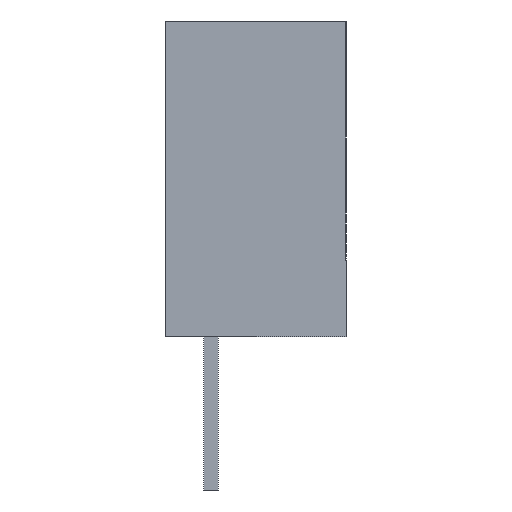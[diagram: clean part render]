
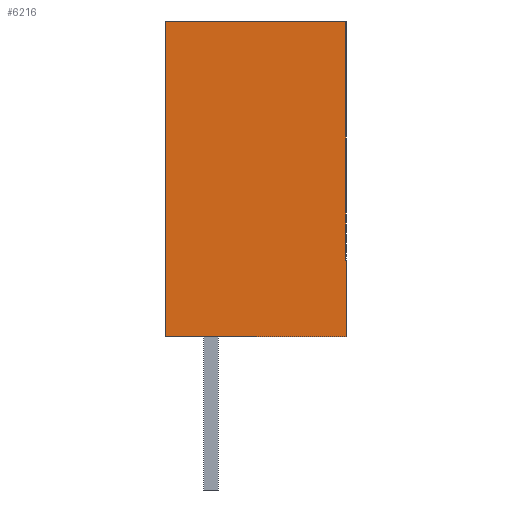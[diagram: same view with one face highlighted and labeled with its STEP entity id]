
A CAD part, left-side view. The second image highlights one B-rep face of the part: STEP entity #6216.
In plain terms, the highlighted planar face has unit normal (-1, 0, 0).
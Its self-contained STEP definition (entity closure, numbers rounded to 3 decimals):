
#1102 = VERTEX_POINT('',#1103);
#1103 = CARTESIAN_POINT('',(-34.544,8.89,2.54));
#1109 = EDGE_CURVE('',#1102,#1110,#1112,.T.);
#1110 = VERTEX_POINT('',#1111);
#1111 = CARTESIAN_POINT('',(-34.544,0.,2.54));
#1112 = LINE('',#1113,#1114);
#1113 = CARTESIAN_POINT('',(-34.544,8.89,2.54));
#1114 = VECTOR('',#1115,1.);
#1115 = DIRECTION('',(0.,-1.,0.));
#1150 = VERTEX_POINT('',#1151);
#1151 = CARTESIAN_POINT('',(-34.544,0.,-2.54));
#1157 = EDGE_CURVE('',#1158,#1150,#1160,.T.);
#1158 = VERTEX_POINT('',#1159);
#1159 = CARTESIAN_POINT('',(-34.544,8.89,-2.54));
#1160 = LINE('',#1161,#1162);
#1161 = CARTESIAN_POINT('',(-34.544,8.89,-2.54));
#1162 = VECTOR('',#1163,1.);
#1163 = DIRECTION('',(0.,-1.,0.));
#1274 = EDGE_CURVE('',#1150,#1110,#1275,.T.);
#1275 = LINE('',#1276,#1277);
#1276 = CARTESIAN_POINT('',(-34.544,0.,-2.54));
#1277 = VECTOR('',#1278,1.);
#1278 = DIRECTION('',(0.,0.,1.));
#5264 = EDGE_CURVE('',#1158,#1102,#5265,.T.);
#5265 = LINE('',#5266,#5267);
#5266 = CARTESIAN_POINT('',(-34.544,8.89,-2.54));
#5267 = VECTOR('',#5268,1.);
#5268 = DIRECTION('',(0.,0.,1.));
#6216 = ADVANCED_FACE('',(#6217),#6223,.F.);
#6217 = FACE_BOUND('',#6218,.T.);
#6218 = EDGE_LOOP('',(#6219,#6220,#6221,#6222));
#6219 = ORIENTED_EDGE('',*,*,#1274,.T.);
#6220 = ORIENTED_EDGE('',*,*,#1109,.F.);
#6221 = ORIENTED_EDGE('',*,*,#5264,.F.);
#6222 = ORIENTED_EDGE('',*,*,#1157,.T.);
#6223 = PLANE('',#6224);
#6224 = AXIS2_PLACEMENT_3D('',#6225,#6226,#6227);
#6225 = CARTESIAN_POINT('',(-34.544,8.89,-2.54));
#6226 = DIRECTION('',(1.,0.,0.));
#6227 = DIRECTION('',(0.,0.,-1.));
